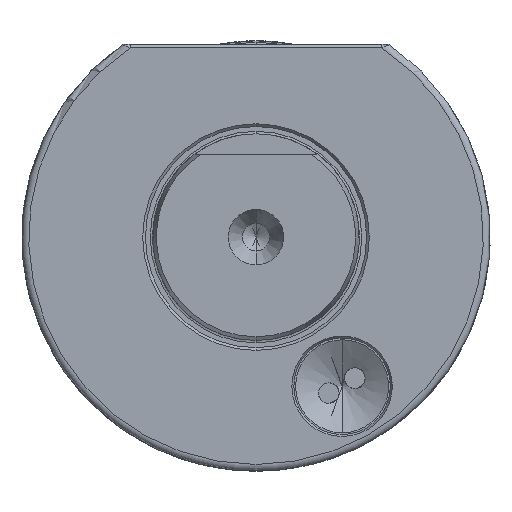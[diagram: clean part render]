
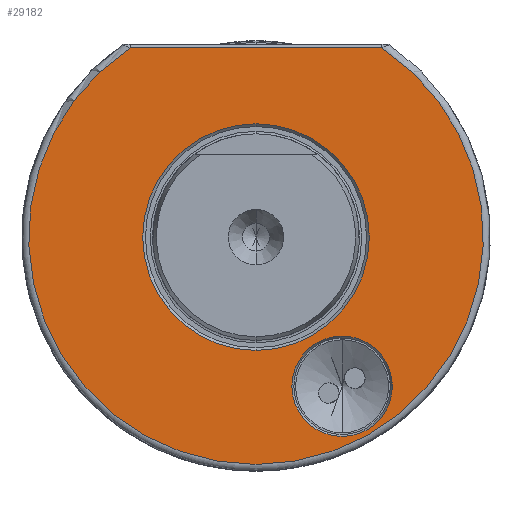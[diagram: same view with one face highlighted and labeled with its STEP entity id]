
A CAD part, front view. The second image highlights one B-rep face of the part: STEP entity #29182.
In plain terms, the highlighted planar face has unit normal (0, -1, 0).
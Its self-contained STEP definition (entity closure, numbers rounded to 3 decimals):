
#112 = DIRECTION ( 'NONE',  ( 0., -1., 0. ) ) ;
#125 = VERTEX_POINT ( 'NONE', #32744 ) ;
#289 = VERTEX_POINT ( 'NONE', #41074 ) ;
#487 = DIRECTION ( 'NONE',  ( 0., 0., -1. ) ) ;
#1286 = CIRCLE ( 'NONE', #37280, 16.45 ) ;
#1333 = VERTEX_POINT ( 'NONE', #9447 ) ;
#3271 = AXIS2_PLACEMENT_3D ( 'NONE', #8282, #36926, #5085 ) ;
#4274 = DIRECTION ( 'NONE',  ( 0., 0., -1. ) ) ;
#4521 = CARTESIAN_POINT ( 'NONE',  ( 0., 55., 0. ) ) ;
#5085 = DIRECTION ( 'NONE',  ( 0., 0., -1. ) ) ;
#6717 = EDGE_CURVE ( 'NONE', #31320, #289, #25225, .T. ) ;
#7051 = FACE_BOUND ( 'NONE', #25911, .T. ) ;
#8001 = EDGE_CURVE ( 'NONE', #1333, #125, #18701, .T. ) ;
#8230 = AXIS2_PLACEMENT_3D ( 'NONE', #25640, #28686, #487 ) ;
#8282 = CARTESIAN_POINT ( 'NONE',  ( 0., 55., 0. ) ) ;
#9447 = CARTESIAN_POINT ( 'NONE',  ( 18.241, 55., -27.5 ) ) ;
#10077 = ORIENTED_EDGE ( 'NONE', *, *, #17630, .T. ) ;
#10324 = EDGE_CURVE ( 'NONE', #125, #1333, #22053, .T. ) ;
#10647 = CIRCLE ( 'NONE', #32530, 7.289 ) ;
#11177 = DIRECTION ( 'NONE',  ( 0., -1., 0. ) ) ;
#11661 = CIRCLE ( 'NONE', #8230, 7.289 ) ;
#12225 = EDGE_LOOP ( 'NONE', ( #20981, #10077 ) ) ;
#13591 = VECTOR ( 'NONE', #22496, 1000. ) ;
#16594 = VERTEX_POINT ( 'NONE', #28419 ) ;
#17302 = DIRECTION ( 'NONE',  ( 0., 0., -1. ) ) ;
#17630 = EDGE_CURVE ( 'NONE', #40873, #16594, #10647, .T. ) ;
#18701 = CIRCLE ( 'NONE', #3271, 33. ) ;
#19272 = CARTESIAN_POINT ( 'NONE',  ( -12.5, 55., 28.939 ) ) ;
#19549 = ORIENTED_EDGE ( 'NONE', *, *, #8001, .T. ) ;
#19776 = AXIS2_PLACEMENT_3D ( 'NONE', #33268, #11177, #30332 ) ;
#20981 = ORIENTED_EDGE ( 'NONE', *, *, #39133, .T. ) ;
#21877 = ORIENTED_EDGE ( 'NONE', *, *, #6717, .F. ) ;
#22053 = LINE ( 'NONE', #34846, #13591 ) ;
#22486 = FACE_OUTER_BOUND ( 'NONE', #37380, .T. ) ;
#22496 = DIRECTION ( 'NONE',  ( 1., 0., 0. ) ) ;
#25225 = CIRCLE ( 'NONE', #19776, 16.45 ) ;
#25640 = CARTESIAN_POINT ( 'NONE',  ( -12.5, 55., 21.651 ) ) ;
#25686 = PLANE ( 'NONE',  #28190 ) ;
#25911 = EDGE_LOOP ( 'NONE', ( #21877, #36104 ) ) ;
#26255 = ORIENTED_EDGE ( 'NONE', *, *, #10324, .T. ) ;
#28190 = AXIS2_PLACEMENT_3D ( 'NONE', #34854, #112, #38221 ) ;
#28419 = CARTESIAN_POINT ( 'NONE',  ( -12.5, 55., 14.362 ) ) ;
#28686 = DIRECTION ( 'NONE',  ( 0., 1., 0. ) ) ;
#29182 = ADVANCED_FACE ( 'NONE', ( #7051, #22486, #36406 ), #25686, .T. ) ;
#30332 = DIRECTION ( 'NONE',  ( 0., 0., -1. ) ) ;
#31320 = VERTEX_POINT ( 'NONE', #31551 ) ;
#31551 = CARTESIAN_POINT ( 'NONE',  ( 0., 55., -16.45 ) ) ;
#32530 = AXIS2_PLACEMENT_3D ( 'NONE', #36235, #39325, #4274 ) ;
#32744 = CARTESIAN_POINT ( 'NONE',  ( -18.239, 55., -27.502 ) ) ;
#33137 = DIRECTION ( 'NONE',  ( 0., -1., 0. ) ) ;
#33268 = CARTESIAN_POINT ( 'NONE',  ( 0., 55., 0. ) ) ;
#34846 = CARTESIAN_POINT ( 'NONE',  ( 17.464, 55., -27.5 ) ) ;
#34854 = CARTESIAN_POINT ( 'NONE',  ( 16.45, 55., 0. ) ) ;
#36104 = ORIENTED_EDGE ( 'NONE', *, *, #38296, .F. ) ;
#36235 = CARTESIAN_POINT ( 'NONE',  ( -12.5, 55., 21.651 ) ) ;
#36406 = FACE_BOUND ( 'NONE', #12225, .T. ) ;
#36926 = DIRECTION ( 'NONE',  ( 0., -1., 0. ) ) ;
#37280 = AXIS2_PLACEMENT_3D ( 'NONE', #4521, #33137, #17302 ) ;
#37380 = EDGE_LOOP ( 'NONE', ( #19549, #26255 ) ) ;
#38221 = DIRECTION ( 'NONE',  ( 0., 0., -1. ) ) ;
#38296 = EDGE_CURVE ( 'NONE', #289, #31320, #1286, .T. ) ;
#39133 = EDGE_CURVE ( 'NONE', #16594, #40873, #11661, .T. ) ;
#39325 = DIRECTION ( 'NONE',  ( 0., 1., 0. ) ) ;
#40873 = VERTEX_POINT ( 'NONE', #19272 ) ;
#41074 = CARTESIAN_POINT ( 'NONE',  ( 0., 55., 16.45 ) ) ;
